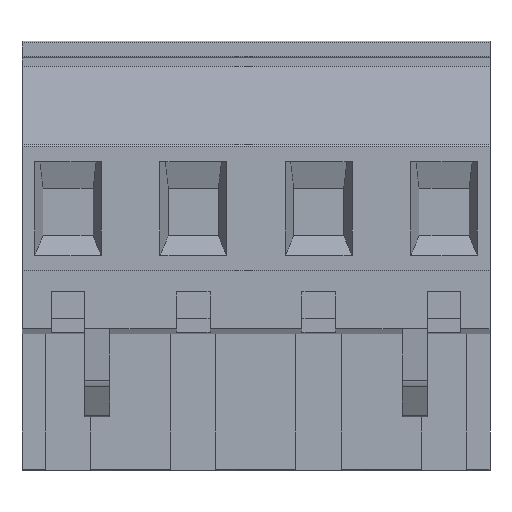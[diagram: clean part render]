
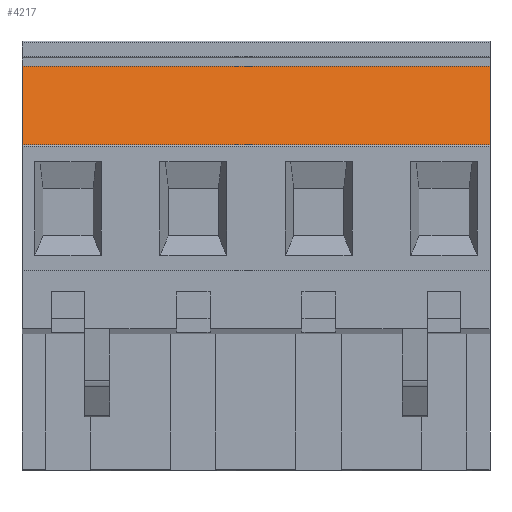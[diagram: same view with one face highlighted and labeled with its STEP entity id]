
A CAD part, left-side view. The second image highlights one B-rep face of the part: STEP entity #4217.
In plain terms, the highlighted planar face has unit normal (-0.971, 0, 0.238).
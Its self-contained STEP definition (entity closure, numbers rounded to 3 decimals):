
#916=ORIENTED_EDGE('',*,*,#1805,.T.);
#917=ORIENTED_EDGE('',*,*,#1384,.T.);
#918=ORIENTED_EDGE('',*,*,#1820,.F.);
#919=ORIENTED_EDGE('',*,*,#1424,.T.);
#1384=EDGE_CURVE('',#1984,#1983,#2384,.T.);
#1424=EDGE_CURVE('',#2024,#2023,#2418,.T.);
#1805=EDGE_CURVE('',#2023,#1984,#2727,.T.);
#1820=EDGE_CURVE('',#2024,#1983,#2742,.T.);
#1983=VERTEX_POINT('',#5806);
#1984=VERTEX_POINT('',#5808);
#2023=VERTEX_POINT('',#5887);
#2024=VERTEX_POINT('',#5889);
#2384=LINE('',#5807,#2879);
#2418=LINE('',#5888,#2913);
#2727=LINE('',#6835,#3222);
#2742=LINE('',#6865,#3237);
#2879=VECTOR('',#4652,1000.);
#2913=VECTOR('',#4700,1000.);
#3222=VECTOR('',#5427,1000.);
#3237=VECTOR('',#5456,1000.);
#3535=EDGE_LOOP('',(#916,#917,#918,#919));
#3796=FACE_BOUND('',#3535,.T.);
#4006=PLANE('',#4534);
#4217=ADVANCED_FACE('',(#3796),#4006,.F.);
#4534=AXIS2_PLACEMENT_3D('',#6864,#5454,#5455);
#4652=DIRECTION('',(0.238,0.,0.971));
#4700=DIRECTION('',(-0.238,0.,-0.971));
#5427=DIRECTION('',(0.,-1.,0.));
#5454=DIRECTION('',(0.971,0.,-0.238));
#5455=DIRECTION('',(-0.238,0.,-0.971));
#5456=DIRECTION('',(0.,-1.,0.));
#5806=CARTESIAN_POINT('',(-3.1,-22.75,7.45));
#5807=CARTESIAN_POINT('',(-4.25,-22.75,2.75));
#5808=CARTESIAN_POINT('',(-4.25,-22.75,2.75));
#5887=CARTESIAN_POINT('',(-4.25,5.25,2.75));
#5888=CARTESIAN_POINT('',(-4.25,5.25,2.75));
#5889=CARTESIAN_POINT('',(-3.1,5.25,7.45));
#6835=CARTESIAN_POINT('',(-4.25,5.,2.75));
#6864=CARTESIAN_POINT('',(-4.25,5.,2.75));
#6865=CARTESIAN_POINT('',(-3.1,5.,7.45));
